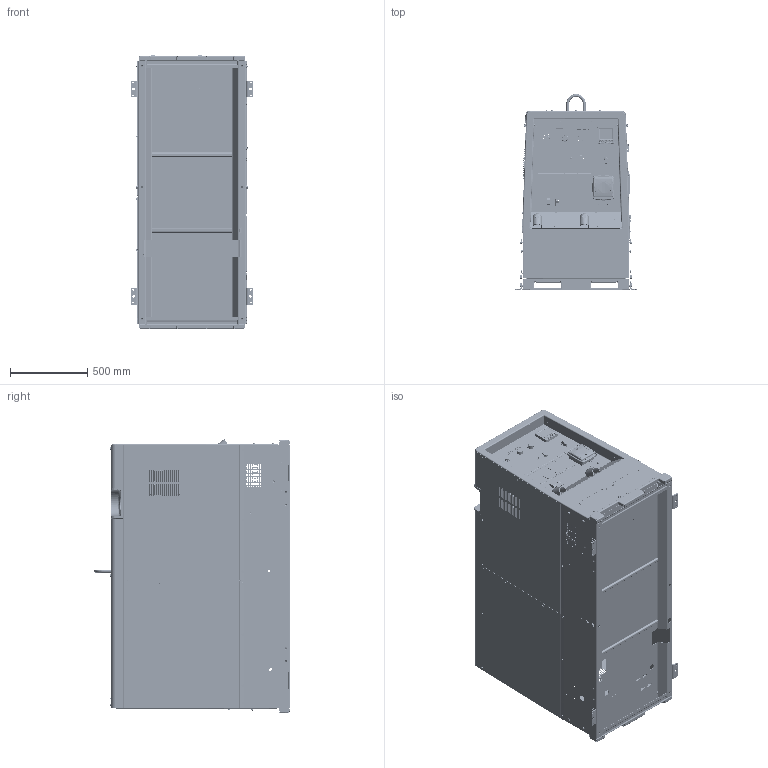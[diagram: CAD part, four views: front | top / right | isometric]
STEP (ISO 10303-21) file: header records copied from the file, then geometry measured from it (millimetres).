
FILE_DESCRIPTION (( 'STEP AP214' ), '1' );
FILE_NAME ('907736 SHELL.STEP', '2024-03-15T13:53:54', ( '' ), ( '' ), 'SwSTEP 2.0', 'SolidWorks 2022', '' );
FILE_SCHEMA (( 'AUTOMOTIVE_DESIGN' ));
Length unit declared in the file: inch
Products named in the file (1): 907736 SHELL
Bounding box: 788.92 x 1266.85 x 1773.34 mm (x, y, z)
Surface area: 18136992.7 mm2 (no closed solid volume)
Topology: 0 solids, 1098 shells, 7183 faces, 36912 edges, 29428 vertices
Faces by surface type: plane 4021, cylinder 2360, bspline 372, cone 240, torus 173, sphere 17
Entity records: 501106 total; most frequent: CARTESIAN_POINT 123246, DIRECTION 57066, ORIENTED_EDGE 49274, EDGE_CURVE 36882, VERTEX_POINT 29428, LINE 21546, VECTOR 21546, AXIS2_PLACEMENT_3D 17760
